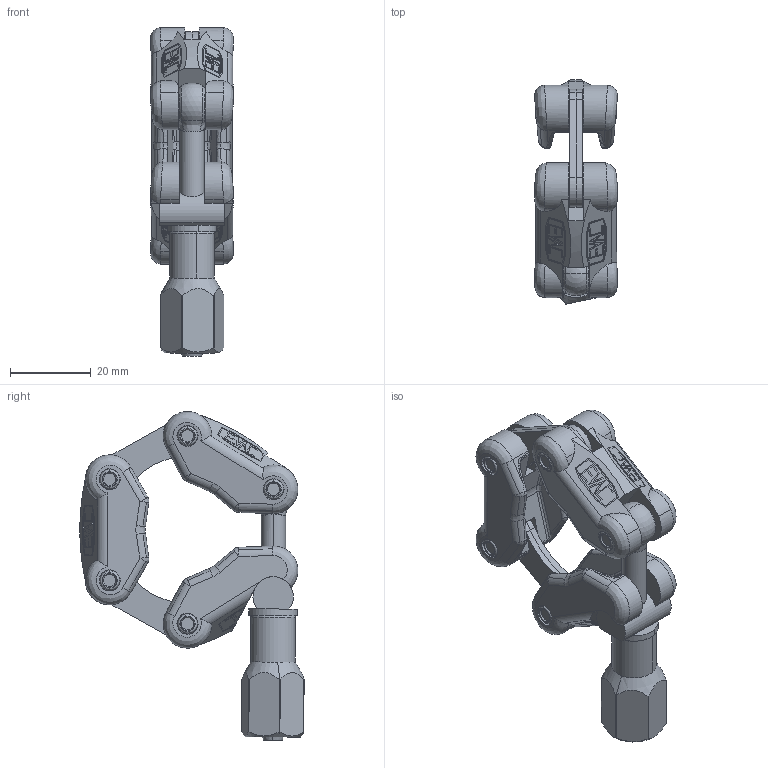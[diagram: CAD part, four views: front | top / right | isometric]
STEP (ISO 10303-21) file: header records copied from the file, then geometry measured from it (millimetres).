
FILE_DESCRIPTION((''),'2;1');
FILE_NAME('30.151.416.stp','2006-11-21T09:53:38',('eo'),(''),'Autodesk Inventor (tm) 5.0','Autodesk Inventor (tm) 5.0','');
FILE_SCHEMA(('AUTOMOTIVE_DESIGN { 1 2 10303 214 0 1 1 1 }'));
Length unit declared in the file: millimetre
Products named in the file (11): 30.016005.151.416; 03.236.001-IX; 03.236.002-IX; 03.236.003-IX; 03.030.022-IX; 03.020.008-IXMY; G30.151.3XX(NW16); 03.034.007; 00.1506.00-IXMY; 03.036.004; 03.037.004-IX
Assembly tree (17 placements, depth 3):
  30.016005.151.416
    03.236.001-IX
    03.236.002-IX
    03.236.003-IX
    03.030.022-IX  x4
    03.020.008-IXMY  x5
    G30.151.3XX(NW16)
      03.034.007
      00.1506.00-IXMY
      03.036.004
      03.037.004-IX
Bounding box: 20.49 x 55.33 x 81.18 mm (x, y, z)
Volume: 26573.7 mm3; surface area: 18231.8 mm2
Topology: 16 solids, 16 shells, 849 faces, 2217 edges, 1426 vertices
Faces by surface type: plane 416, cylinder 257, bspline 96, cone 56, torus 22, sphere 2
Entity records: 28923 total; most frequent: CARTESIAN_POINT 10215, ORIENTED_EDGE 3904, DIRECTION 3774, EDGE_CURVE 1952, AXIS2_PLACEMENT_3D 1274, VERTEX_POINT 1261, VECTOR 1226, LINE 1226
